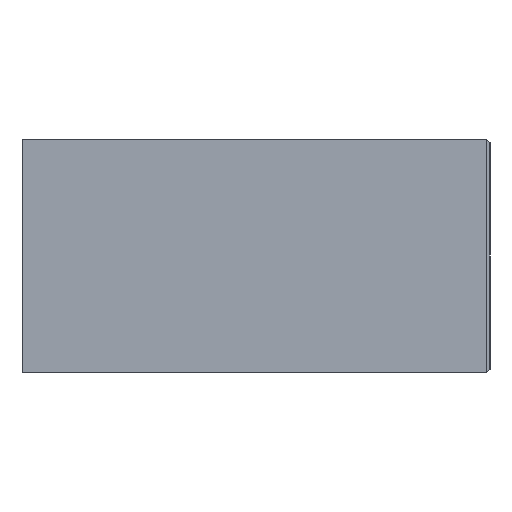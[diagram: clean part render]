
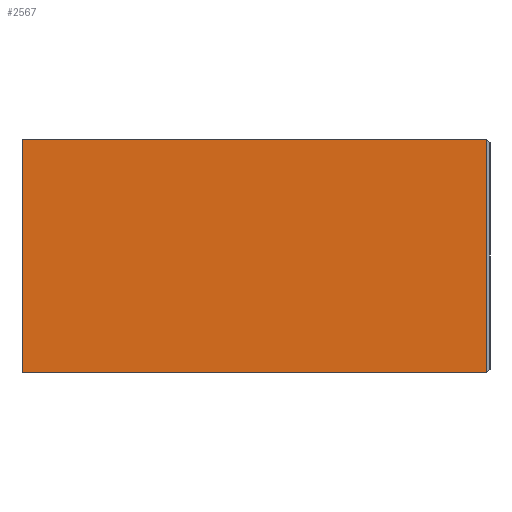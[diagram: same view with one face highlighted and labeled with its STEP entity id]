
A CAD part, front view. The second image highlights one B-rep face of the part: STEP entity #2567.
In plain terms, the highlighted planar face has unit normal (0, -1, 0).
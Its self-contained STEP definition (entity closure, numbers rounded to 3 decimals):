
#94=PLANE('',#2737);
#222=FACE_OUTER_BOUND('',#378,.T.);
#378=EDGE_LOOP('',(#1903,#1904,#1905,#1906));
#533=LINE('',#3564,#852);
#538=LINE('',#3573,#857);
#595=LINE('',#3731,#914);
#596=LINE('',#3732,#915);
#852=VECTOR('',#2911,10.);
#857=VECTOR('',#2920,10.);
#914=VECTOR('',#2997,10.);
#915=VECTOR('',#2998,10.);
#1193=VERTEX_POINT('',#3556);
#1195=VERTEX_POINT('',#3562);
#1197=VERTEX_POINT('',#3571);
#1256=VERTEX_POINT('',#3730);
#1434=EDGE_CURVE('',#1195,#1193,#533,.T.);
#1439=EDGE_CURVE('',#1197,#1195,#538,.T.);
#1504=EDGE_CURVE('',#1256,#1197,#595,.T.);
#1505=EDGE_CURVE('',#1193,#1256,#596,.T.);
#1903=ORIENTED_EDGE('',*,*,#1434,.F.);
#1904=ORIENTED_EDGE('',*,*,#1439,.F.);
#1905=ORIENTED_EDGE('',*,*,#1504,.F.);
#1906=ORIENTED_EDGE('',*,*,#1505,.F.);
#2567=ADVANCED_FACE('',(#222),#94,.T.);
#2737=AXIS2_PLACEMENT_3D('',#3729,#2995,#2996);
#2911=DIRECTION('',(0.,0.,-1.));
#2920=DIRECTION('',(1.,0.,0.));
#2995=DIRECTION('center_axis',(0.,-1.,0.));
#2996=DIRECTION('ref_axis',(0.,0.,
-1.));
#2997=DIRECTION('',(0.,0.,1.));
#2998=DIRECTION('',(-1.,0.,0.));
#3556=CARTESIAN_POINT('',(64.701,-9.9,-15.453));
#3562=CARTESIAN_POINT('',(64.701,-9.9,17.148));
#3564=CARTESIAN_POINT('',(64.701,-9.9,8.998));
#3571=CARTESIAN_POINT('',(-0.199,-9.9,17.148));
#3573=CARTESIAN_POINT('',(62.201,-9.9,17.148));
#3729=CARTESIAN_POINT('Origin',(0.001,-9.9,
17.148));
#3730=CARTESIAN_POINT('',(-0.199,-9.9,-15.453));
#3731=CARTESIAN_POINT('',(-0.199,-9.9,-15.453));
#3732=CARTESIAN_POINT('',(0.001,-9.9,-15.453));
